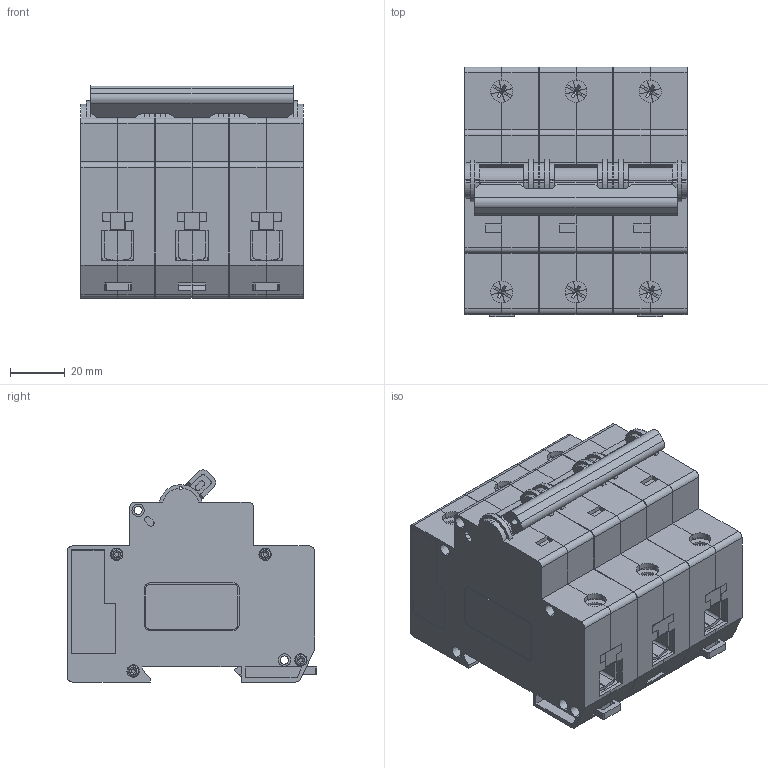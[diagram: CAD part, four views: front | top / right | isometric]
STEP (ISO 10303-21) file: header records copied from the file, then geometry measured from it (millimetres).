
FILE_DESCRIPTION (( 'STEP AP214' ), '1' );
FILE_NAME ('Àâòîìàòè÷åñêèé âûêëþ÷àòåëü ÂÀ 47-125, 3P 125À (D) 15kA EKF Proxima (mcb47125-3-125D).STEP', '2024-04-16T06:10:39', ( '' ), ( '' ), 'SwSTEP 2.0', 'SolidWorks 2021', '' );
FILE_SCHEMA (( 'AUTOMOTIVE_DESIGN' ));
Length unit declared in the file: millimetre
Products named in the file (1): Àâòîìàòè÷åñêèé âûêëþ÷àòåëü ÂÀ 47-125, 3P 125À (D) 15kA EKF Proxima (mcb47125-3-125D)
Bounding box: 80.8 x 90.8 x 77.17 mm (x, y, z)
Volume: 377337.1 mm3; surface area: 110556 mm2
Topology: 45 solids, 45 shells, 2109 faces, 5343 edges, 3456 vertices
Faces by surface type: plane 1393, cylinder 584, torus 78, cone 54
Entity records: 68782 total; most frequent: CARTESIAN_POINT 11581, DIRECTION 10875, ORIENTED_EDGE 10686, EDGE_CURVE 5343, LINE 3743, VECTOR 3743, AXIS2_PLACEMENT_3D 3566, VERTEX_POINT 3456
